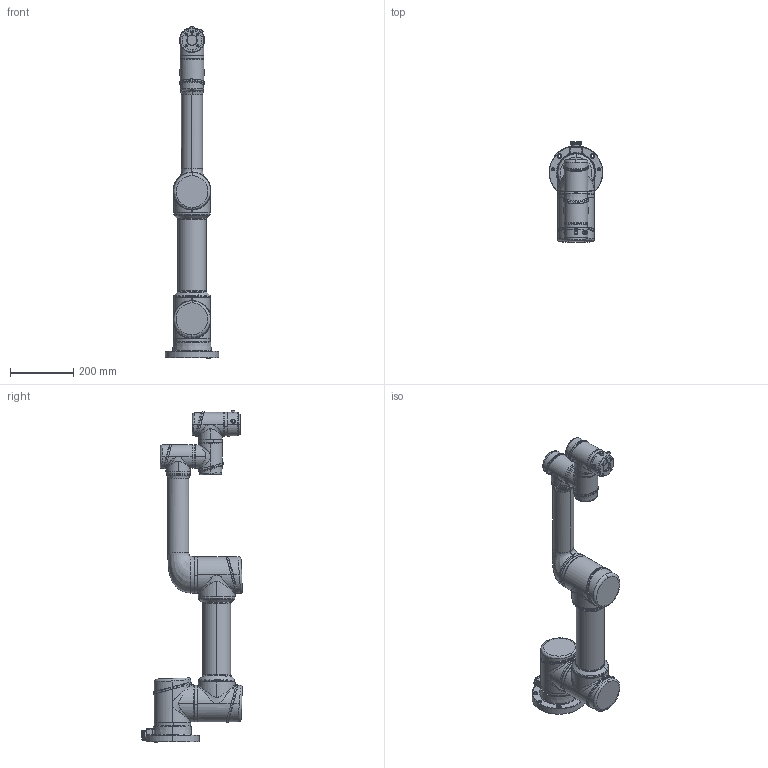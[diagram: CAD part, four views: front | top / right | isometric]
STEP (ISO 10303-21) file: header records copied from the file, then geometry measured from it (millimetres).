
FILE_DESCRIPTION (( 'STEP AP214' ), '1' );
FILE_NAME ('iS7-蚾饜极.STEP', '2024-10-23T02:36:34', ( '' ), ( '' ), 'SwSTEP 2.0', 'SolidWorks 2022', '' );
FILE_SCHEMA (( 'AUTOMOTIVE_DESIGN' ));
Length unit declared in the file: millimetre
Products named in the file (8): iS7小臂（简化）; iS7-ID5; iS7-大臂; iS7-ID6; iS7-末端（简化a）; i5-底座; iS7-ID1; iS7-装配体
Assembly tree (7 placements, depth 2):
  iS7-装配体
    i5-底座
    iS7-ID1
    iS7-大臂
    iS7小臂（简化）
    iS7-ID5
    iS7-ID6
    iS7-末端（简化a）
Bounding box: 170.35 x 319.21 x 1053.5 mm (x, y, z)
Volume: 11497415.4 mm3; surface area: 678076.7 mm2
Topology: 13 solids, 29 shells, 1921 faces, 5018 edges, 3214 vertices
Faces by surface type: plane 667, cylinder 632, torus 216, bspline 203, cone 183, sphere 20
Entity records: 162689 total; most frequent: CARTESIAN_POINT 105670, ORIENTED_EDGE 9980, DIRECTION 9137, EDGE_CURVE 4990, AXIS2_PLACEMENT_3D 3661, VERTEX_POINT 3214, EDGE_LOOP 2086, CIRCLE 1933
